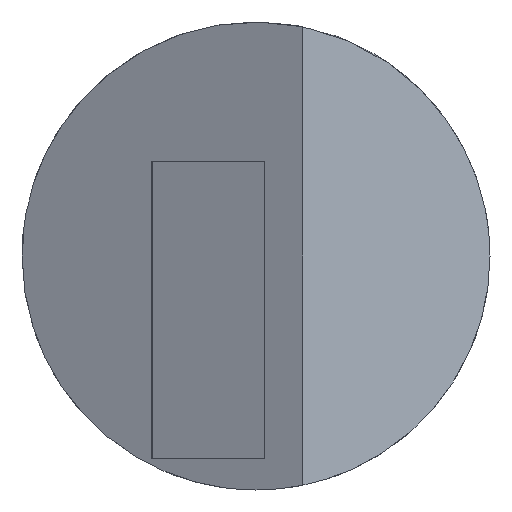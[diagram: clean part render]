
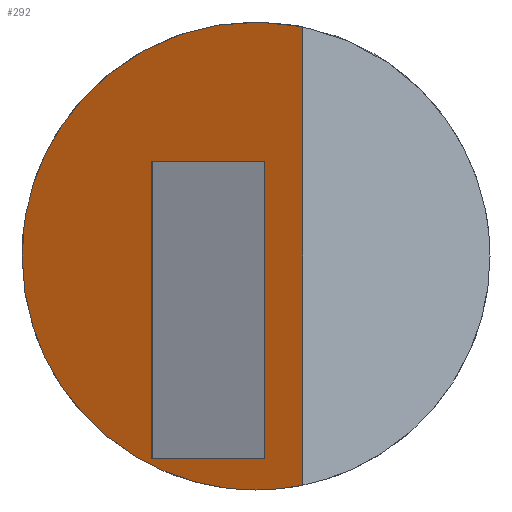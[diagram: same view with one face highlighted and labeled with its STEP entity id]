
A CAD part, front view. The second image highlights one B-rep face of the part: STEP entity #292.
In plain terms, the highlighted planar face has unit normal (-0.423, -0.906, 0).
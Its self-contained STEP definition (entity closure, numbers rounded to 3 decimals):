
#1 = CARTESIAN_POINT ( 'NONE',  ( -45., 300., 0. ) ) ;
#22 = CARTESIAN_POINT ( 'NONE',  ( 6.051, 276.194, -44.694 ) ) ;
#25 = EDGE_LOOP ( 'NONE', ( #432, #547, #244, #125 ) ) ;
#27 = ORIENTED_EDGE ( 'NONE', *, *, #159, .F. ) ;
#37 = CARTESIAN_POINT ( 'NONE',  ( -20.075, 288.377, -39. ) ) ;
#38 = VERTEX_POINT ( 'NONE', #379 ) ;
#49 = CARTESIAN_POINT ( 'NONE',  ( 0., 279.016, -45. ) ) ;
#53 = EDGE_CURVE ( 'NONE', #278, #242, #456, .T. ) ;
#67 = CARTESIAN_POINT ( 'NONE',  ( 9.023, 274.809, 44.086 ) ) ;
#71 = LINE ( 'NONE', #200, #492 ) ;
#77 = ORIENTED_EDGE ( 'NONE', *, *, #239, .F. ) ;
#78 = PLANE ( 'NONE',  #144 ) ;
#83 = VECTOR ( 'NONE', #572, 1000. ) ;
#84 = VERTEX_POINT ( 'NONE', #596 ) ;
#88 = CARTESIAN_POINT ( 'NONE',  ( -45., 300., -45. ) ) ;
#105 =( BOUNDED_CURVE ( )  B_SPLINE_CURVE ( 3, ( #320, #176, #22, #164 ),
 .UNSPECIFIED., .F., .T. ) 
 B_SPLINE_CURVE_WITH_KNOTS ( ( 4, 4 ),
 ( 4.712, 4.914 ),
 .UNSPECIFIED. ) 
 CURVE ( )  GEOMETRIC_REPRESENTATION_ITEM ( )  RATIONAL_B_SPLINE_CURVE ( ( 1., 0.997, 0.997, 1. ) ) 
 REPRESENTATION_ITEM ( '' )  );
#119 = DIRECTION ( 'NONE',  ( 0., 0., 1. ) ) ;
#125 = ORIENTED_EDGE ( 'NONE', *, *, #53, .T. ) ;
#127 = FACE_OUTER_BOUND ( 'NONE', #25, .T. ) ;
#135 = EDGE_CURVE ( 'NONE', #229, #505, #532, .T. ) ;
#144 = AXIS2_PLACEMENT_3D ( 'NONE', #88, #219, #276 ) ;
#150 = CARTESIAN_POINT ( 'NONE',  ( -20.075, 288.377, 18.2 ) ) ;
#152 = CARTESIAN_POINT ( 'NONE',  ( -20.075, 288.377, 18.2 ) ) ;
#159 = EDGE_CURVE ( 'NONE', #84, #602, #397, .T. ) ;
#162 = CARTESIAN_POINT ( 'NONE',  ( -20.075, 288.377, -39. ) ) ;
#164 = CARTESIAN_POINT ( 'NONE',  ( 9.023, 274.809, -44.086 ) ) ;
#167 = EDGE_CURVE ( 'NONE', #602, #333, #525, .T. ) ;
#169 =( BOUNDED_CURVE ( )  B_SPLINE_CURVE ( 3, ( #366, #458, #226, #377 ),
 .UNSPECIFIED., .F., .T. ) 
 B_SPLINE_CURVE_WITH_KNOTS ( ( 4, 4 ),
 ( 1.369, 3.142 ),
 .UNSPECIFIED. ) 
 CURVE ( )  GEOMETRIC_REPRESENTATION_ITEM ( )  RATIONAL_B_SPLINE_CURVE ( ( 1., 0.755, 0.755, 1. ) ) 
 REPRESENTATION_ITEM ( '' )  );
#176 = CARTESIAN_POINT ( 'NONE',  ( 3.033, 277.602, -45. ) ) ;
#191 = CARTESIAN_POINT ( 'NONE',  ( -26.36, 291.308, -45. ) ) ;
#195 = DIRECTION ( 'NONE',  ( 0., 0., 1. ) ) ;
#200 = CARTESIAN_POINT ( 'NONE',  ( 1.677, 278.234, 18.2 ) ) ;
#219 = DIRECTION ( 'NONE',  ( -0.423, -0.906, 0. ) ) ;
#226 = CARTESIAN_POINT ( 'NONE',  ( -45., 300., 30.792 ) ) ;
#229 = VERTEX_POINT ( 'NONE', #582 ) ;
#239 = EDGE_CURVE ( 'NONE', #333, #38, #405, .T. ) ;
#242 = VERTEX_POINT ( 'NONE', #67 ) ;
#244 = ORIENTED_EDGE ( 'NONE', *, *, #573, .T. ) ;
#268 = ORIENTED_EDGE ( 'NONE', *, *, #337, .F. ) ;
#276 = DIRECTION ( 'NONE',  ( 0.906, -0.423, 0. ) ) ;
#278 = VERTEX_POINT ( 'NONE', #546 ) ;
#291 = CARTESIAN_POINT ( 'NONE',  ( -45., 300., -26.36 ) ) ;
#292 = ADVANCED_FACE ( 'NONE', ( #506, #127 ), #78, .T. ) ;
#315 = VECTOR ( 'NONE', #491, 1000. ) ;
#320 = CARTESIAN_POINT ( 'NONE',  ( 0., 279.016, -45. ) ) ;
#324 = CARTESIAN_POINT ( 'NONE',  ( -20.075, 288.377, 18.2 ) ) ;
#330 = CARTESIAN_POINT ( 'NONE',  ( 9.023, 274.809, -45. ) ) ;
#333 = VERTEX_POINT ( 'NONE', #37 ) ;
#337 = EDGE_CURVE ( 'NONE', #38, #84, #71, .T. ) ;
#338 = ORIENTED_EDGE ( 'NONE', *, *, #167, .F. ) ;
#359 = VECTOR ( 'NONE', #119, 1000. ) ;
#366 = CARTESIAN_POINT ( 'NONE',  ( 9.023, 274.809, 44.086 ) ) ;
#377 = CARTESIAN_POINT ( 'NONE',  ( -45., 300., 0. ) ) ;
#379 = CARTESIAN_POINT ( 'NONE',  ( 1.677, 278.234, -39. ) ) ;
#397 = LINE ( 'NONE', #150, #83 ) ;
#398 = CARTESIAN_POINT ( 'NONE',  ( 0., 279.016, -45. ) ) ;
#405 = LINE ( 'NONE', #162, #315 ) ;
#432 = ORIENTED_EDGE ( 'NONE', *, *, #591, .T. ) ;
#456 = LINE ( 'NONE', #330, #359 ) ;
#458 = CARTESIAN_POINT ( 'NONE',  ( -21.144, 288.876, 50.26 ) ) ;
#474 = EDGE_LOOP ( 'NONE', ( #27, #268, #77, #338 ) ) ;
#491 = DIRECTION ( 'NONE',  ( 0.906, -0.423, 0. ) ) ;
#492 = VECTOR ( 'NONE', #195, 1000. ) ;
#505 = VERTEX_POINT ( 'NONE', #398 ) ;
#506 = FACE_BOUND ( 'NONE', #474, .T. ) ;
#519 = DIRECTION ( 'NONE',  ( 0., 0., -1. ) ) ;
#523 = VECTOR ( 'NONE', #519, 1000. ) ;
#525 = LINE ( 'NONE', #152, #523 ) ;
#532 =( BOUNDED_CURVE ( )  B_SPLINE_CURVE ( 3, ( #1, #291, #191, #49 ),
 .UNSPECIFIED., .F., .T. ) 
 B_SPLINE_CURVE_WITH_KNOTS ( ( 4, 4 ),
 ( 3.142, 4.712 ),
 .UNSPECIFIED. ) 
 CURVE ( )  GEOMETRIC_REPRESENTATION_ITEM ( )  RATIONAL_B_SPLINE_CURVE ( ( 1., 0.805, 0.805, 1. ) ) 
 REPRESENTATION_ITEM ( '' )  );
#546 = CARTESIAN_POINT ( 'NONE',  ( 9.023, 274.809, -44.086 ) ) ;
#547 = ORIENTED_EDGE ( 'NONE', *, *, #135, .T. ) ;
#572 = DIRECTION ( 'NONE',  ( -0.906, 0.423, 0. ) ) ;
#573 = EDGE_CURVE ( 'NONE', #505, #278, #105, .T. ) ;
#582 = CARTESIAN_POINT ( 'NONE',  ( -45., 300., 0. ) ) ;
#591 = EDGE_CURVE ( 'NONE', #242, #229, #169, .T. ) ;
#596 = CARTESIAN_POINT ( 'NONE',  ( 1.677, 278.234, 18.2 ) ) ;
#602 = VERTEX_POINT ( 'NONE', #324 ) ;
